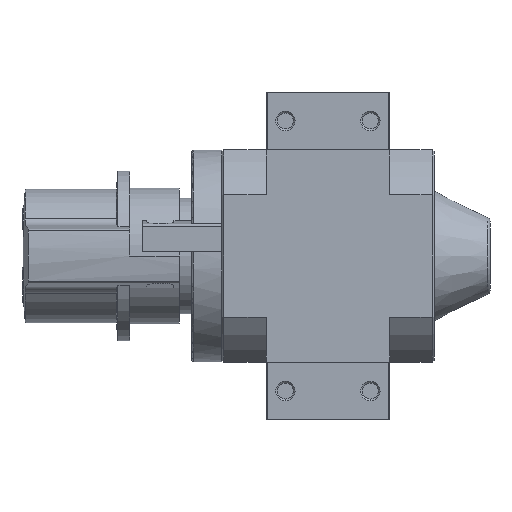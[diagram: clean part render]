
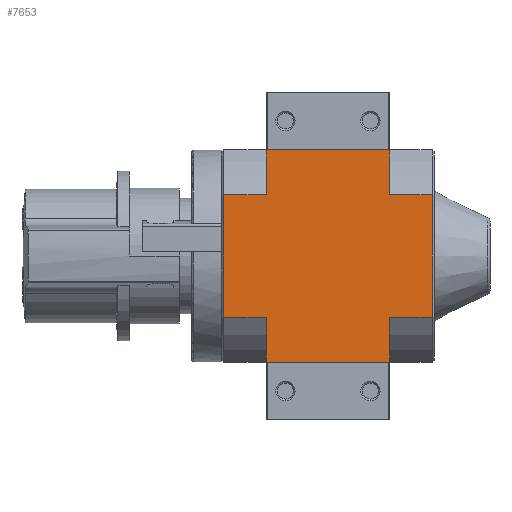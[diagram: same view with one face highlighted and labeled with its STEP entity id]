
A CAD part, left-side view. The second image highlights one B-rep face of the part: STEP entity #7653.
In plain terms, the highlighted face is planar.
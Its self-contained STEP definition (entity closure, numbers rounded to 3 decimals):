
#380=LINE('',#11229,#820);
#427=LINE('',#11425,#867);
#435=LINE('',#11440,#875);
#436=LINE('',#11443,#876);
#437=LINE('',#11445,#877);
#438=LINE('',#11446,#878);
#439=LINE('',#11448,#879);
#440=LINE('',#11450,#880);
#441=LINE('',#11452,#881);
#442=LINE('',#11454,#882);
#443=LINE('',#11455,#883);
#444=LINE('',#11457,#884);
#820=VECTOR('',#9161,1000.);
#867=VECTOR('',#9300,1000.);
#875=VECTOR('',#9310,1000.);
#876=VECTOR('',#9311,1000.);
#877=VECTOR('',#9312,1000.);
#878=VECTOR('',#9313,1000.);
#879=VECTOR('',#9314,1000.);
#880=VECTOR('',#9315,1000.);
#881=VECTOR('',#9316,1000.);
#882=VECTOR('',#9317,1000.);
#883=VECTOR('',#9318,1000.);
#884=VECTOR('',#9319,1000.);
#1559=ORIENTED_EDGE('',*,*,#3175,.T.);
#1560=ORIENTED_EDGE('',*,*,#3176,.F.);
#1561=ORIENTED_EDGE('',*,*,#3177,.T.);
#1562=ORIENTED_EDGE('',*,*,#3085,.T.);
#1563=ORIENTED_EDGE('',*,*,#3178,.F.);
#1564=ORIENTED_EDGE('',*,*,#3179,.T.);
#1565=ORIENTED_EDGE('',*,*,#3180,.F.);
#1566=ORIENTED_EDGE('',*,*,#3181,.T.);
#1567=ORIENTED_EDGE('',*,*,#3182,.F.);
#1568=ORIENTED_EDGE('',*,*,#3167,.T.);
#1569=ORIENTED_EDGE('',*,*,#3183,.T.);
#1570=ORIENTED_EDGE('',*,*,#3184,.F.);
#3085=EDGE_CURVE('',#3893,#3892,#380,.T.);
#3167=EDGE_CURVE('',#3964,#3963,#427,.T.);
#3175=EDGE_CURVE('',#3970,#3971,#435,.T.);
#3176=EDGE_CURVE('',#3972,#3971,#436,.F.);
#3177=EDGE_CURVE('',#3972,#3893,#437,.T.);
#3178=EDGE_CURVE('',#3973,#3892,#438,.T.);
#3179=EDGE_CURVE('',#3973,#3974,#439,.F.);
#3180=EDGE_CURVE('',#3975,#3974,#440,.T.);
#3181=EDGE_CURVE('',#3975,#3976,#441,.T.);
#3182=EDGE_CURVE('',#3964,#3976,#442,.T.);
#3183=EDGE_CURVE('',#3963,#3977,#443,.T.);
#3184=EDGE_CURVE('',#3970,#3977,#444,.T.);
#3892=VERTEX_POINT('',#11228);
#3893=VERTEX_POINT('',#11230);
#3963=VERTEX_POINT('',#11424);
#3964=VERTEX_POINT('',#11426);
#3970=VERTEX_POINT('',#11441);
#3971=VERTEX_POINT('',#11442);
#3972=VERTEX_POINT('',#11444);
#3973=VERTEX_POINT('',#11447);
#3974=VERTEX_POINT('',#11449);
#3975=VERTEX_POINT('',#11451);
#3976=VERTEX_POINT('',#11453);
#3977=VERTEX_POINT('',#11456);
#4783=EDGE_LOOP('',(#1559,#1560,#1561,#1562,#1563,#1564,#1565,#1566,#1567,
#1568,#1569,#1570));
#5299=FACE_BOUND('',#4783,.T.);
#5782=PLANE('',#8184);
#7653=ADVANCED_FACE('',(#5299),#5782,.T.);
#8184=AXIS2_PLACEMENT_3D('',#11439,#9308,#9309);
#9161=DIRECTION('',(0.,-1.,0.));
#9300=DIRECTION('',(0.,1.,0.));
#9308=DIRECTION('',(0.,0.,1.));
#9309=DIRECTION('',(1.,0.,0.));
#9310=DIRECTION('',(-1.,0.,0.));
#9311=DIRECTION('',(0.,-1.,0.));
#9312=DIRECTION('',(-1.,0.,0.));
#9313=DIRECTION('',(-1.,0.,0.));
#9314=DIRECTION('',(0.,1.,0.));
#9315=DIRECTION('',(-1.,0.,0.));
#9316=DIRECTION('',(0.,1.,0.));
#9317=DIRECTION('',(-1.,0.,0.));
#9318=DIRECTION('',(-1.,0.,0.));
#9319=DIRECTION('',(0.,-1.,0.));
#11228=CARTESIAN_POINT('',(-27.5,-16.,27.5));
#11229=CARTESIAN_POINT('',(-27.5,27.,27.5));
#11230=CARTESIAN_POINT('',(-27.5,16.,27.5));
#11424=CARTESIAN_POINT('',(27.5,16.,27.5));
#11425=CARTESIAN_POINT('',(27.5,-27.,27.5));
#11426=CARTESIAN_POINT('',(27.5,-16.,27.5));
#11439=CARTESIAN_POINT('',(0.,0.,27.5));
#11440=CARTESIAN_POINT('',(33.,27.,27.5));
#11441=CARTESIAN_POINT('',(15.869,27.,27.5));
#11442=CARTESIAN_POINT('',(-15.869,27.,27.5));
#11443=CARTESIAN_POINT('',(-15.869,33.,27.5));
#11444=CARTESIAN_POINT('',(-15.869,16.,27.5));
#11445=CARTESIAN_POINT('',(0.,16.,27.5));
#11446=CARTESIAN_POINT('',(0.,-16.,27.5));
#11447=CARTESIAN_POINT('',(-15.869,-16.,27.5));
#11448=CARTESIAN_POINT('',(-15.869,-33.,27.5));
#11449=CARTESIAN_POINT('',(-15.869,-27.,27.5));
#11450=CARTESIAN_POINT('',(33.,-27.,27.5));
#11451=CARTESIAN_POINT('',(15.869,-27.,27.5));
#11452=CARTESIAN_POINT('',(15.869,-33.,27.5));
#11453=CARTESIAN_POINT('',(15.869,-16.,27.5));
#11454=CARTESIAN_POINT('',(0.,-16.,27.5));
#11455=CARTESIAN_POINT('',(0.,16.,27.5));
#11456=CARTESIAN_POINT('',(15.869,16.,27.5));
#11457=CARTESIAN_POINT('',(15.869,33.,27.5));
